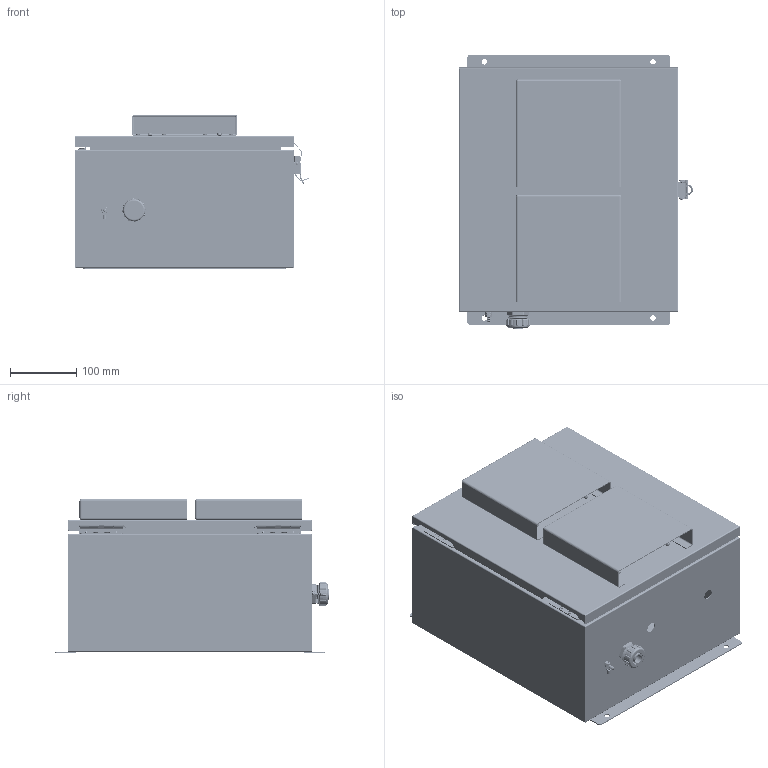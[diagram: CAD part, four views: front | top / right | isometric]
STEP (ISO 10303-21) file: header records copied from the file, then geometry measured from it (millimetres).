
FILE_DESCRIPTION (( 'STEP AP214' ), '1' );
FILE_NAME ('NBSS141207-00V.step', '2020-03-18T18:56:40', ( '' ), ( '' ), 'SwSTEP 2.0', 'SolidWorks 2018', '' );
FILE_SCHEMA (( 'AUTOMOTIVE_DESIGN' ));
Length unit declared in the file: inch
Products named in the file (37): NBSS141207_lid assy; XC-0003_.06 panel; NEMA Ground Wire-MA1; 1AJ09-156_.099 grip; NBSS_integra_gnd stud; NBSS_integra_hinge pin; 9912562-82-10_1; NBSS_integra_csink wshr; NBSS_integra_latch; NBSS_integra_box brkt; XFW-0002; NBSS141207_lid; NBSS_integra_fhscr_91771A830_10-32 x .62lg; XMH-0001; XNBSS141207-02; RIVET_LONG_12DIA_1; 1BE04-068; NBSS_integra_box hinge; 10-32 stud^NBSS141207_box assy; NBSS141207_box; XFS-0017; NBSS_integra_L-com mtg flange; XF451-01; XFS-0026; NBSS_integra_lid hinge; XFN-0003; NBSS141207-00V; NBSS141207; XCT-0005; RIVET_SHORT_12DIA_1; NBSS141207_box assy; XCT-0010; XCT-0011; XCA-TERM-0007-UL_Used On NB141207-1HF; XFS-0020_91735A827; 91115A288_18-8 SS FF THD HEX STDF_91115A288; 97526A125_.1348 matl thk
Assembly tree (80 placements, depth 6):
  NBSS141207-00V
    XNBSS141207-02
      NBSS141207
        NBSS141207_box assy
          NBSS141207_box
          NBSS_integra_box hinge  x2
          NBSS_integra_fhscr_91771A830_10-32 x .62lg  x4
          NBSS_integra_box brkt  x2
          NBSS_integra_csink wshr  x4
          NBSS_integra_hinge pin  x2
          NBSS_integra_latch
            9912562-82-10_1
            RIVET_LONG_12DIA_1
            RIVET_SHORT_12DIA_1  x2
          NBSS_integra_gnd stud
          10-32 stud^NBSS141207_box assy
          91115A288_18-8 SS FF THD HEX STDF_91115A288  x4
          NBSS_integra_L-com mtg flange  x2
        NBSS141207_lid assy
          NBSS141207_lid
          NBSS_integra_lid hinge  x2
          NBSS_integra_gnd stud
    XC-0003_.06 panel
    XF451-01
    XFW-0002  x5
    XFS-0020_91735A827  x4
    XFS-0026
    XFN-0003  x2
    XCT-0005
    XFS-0017
    XCA-TERM-0007-UL_Used On NB141207-1HF
      NEMA Ground Wire-MA1
      XCT-0010
      XCT-0011
    XMH-0001  x2
    1BE04-068  x2
    97526A125_.1348 matl thk  x12
    1AJ09-156_.099 grip  x8
Bounding box: 352.42 x 412.75 x 232.44 mm (x, y, z)
Volume: 1256472.8 mm3; surface area: 1579411.8 mm2
Topology: 84 solids, 90 shells, 3676 faces, 9490 edges, 6025 vertices
Faces by surface type: cylinder 1562, plane 1108, cone 535, torus 340, bspline 91, sphere 40
Entity records: 84446 total; most frequent: CARTESIAN_POINT 23159, DIRECTION 10790, ORIENTED_EDGE 10470, EDGE_CURVE 5239, AXIS2_PLACEMENT_3D 4149, VERTEX_POINT 3304, VECTOR 2492, LINE 2492
